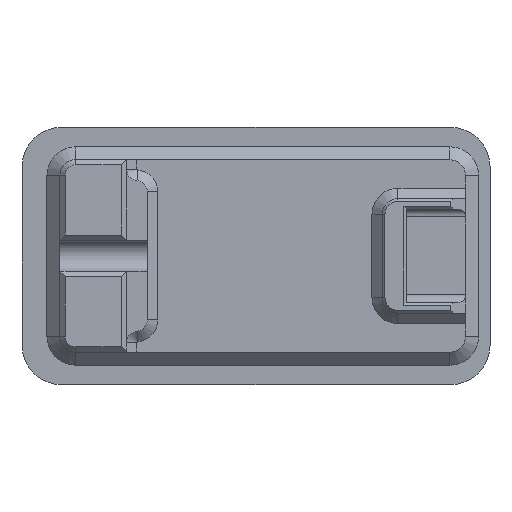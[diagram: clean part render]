
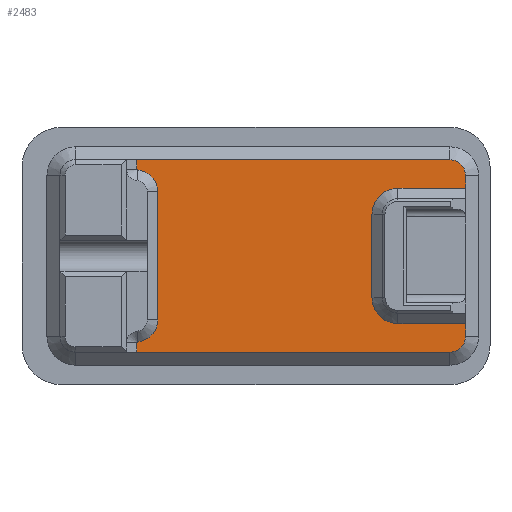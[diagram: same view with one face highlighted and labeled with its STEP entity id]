
A CAD part, top view. The second image highlights one B-rep face of the part: STEP entity #2483.
In plain terms, the highlighted planar face has unit normal (0, 0, 1).
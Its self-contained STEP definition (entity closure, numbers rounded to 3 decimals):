
#109=LINE('',#3913,#347);
#114=LINE('',#3931,#352);
#121=LINE('',#3952,#359);
#122=LINE('',#3955,#360);
#123=LINE('',#3959,#361);
#124=LINE('',#3961,#362);
#125=LINE('',#3965,#363);
#126=LINE('',#3969,#364);
#127=LINE('',#3971,#365);
#128=LINE('',#3974,#366);
#347=VECTOR('',#3136,10.);
#352=VECTOR('',#3155,10.);
#359=VECTOR('',#3176,10.);
#360=VECTOR('',#3179,10.);
#361=VECTOR('',#3182,10.);
#362=VECTOR('',#3183,10.);
#363=VECTOR('',#3186,10.);
#364=VECTOR('',#3189,10.);
#365=VECTOR('',#3190,10.);
#366=VECTOR('',#3193,10.);
#650=FACE_OUTER_BOUND('',#825,.T.);
#825=EDGE_LOOP('',(#1842,#1843,#1844,#1845,#1846,#1847,#1848,#1849,#1850,
#1851,#1852,#1853,#1854,#1855,#1856,#1857,#1858,#1859));
#988=CIRCLE('',#2709,0.094);
#991=CIRCLE('',#2713,2.094);
#992=CIRCLE('',#2716,2.094);
#994=CIRCLE('',#2719,0.094);
#996=CIRCLE('',#2723,1.5);
#997=CIRCLE('',#2724,2.5);
#998=CIRCLE('',#2725,2.5);
#999=CIRCLE('',#2726,1.5);
#1132=VERTEX_POINT('',#3909);
#1134=VERTEX_POINT('',#3912);
#1136=VERTEX_POINT('',#3918);
#1138=VERTEX_POINT('',#3924);
#1140=VERTEX_POINT('',#3930);
#1142=VERTEX_POINT('',#3936);
#1144=VERTEX_POINT('',#3942);
#1146=VERTEX_POINT('',#3948);
#1148=VERTEX_POINT('',#3954);
#1149=VERTEX_POINT('',#3956);
#1150=VERTEX_POINT('',#3958);
#1151=VERTEX_POINT('',#3960);
#1152=VERTEX_POINT('',#3962);
#1153=VERTEX_POINT('',#3964);
#1154=VERTEX_POINT('',#3966);
#1155=VERTEX_POINT('',#3968);
#1156=VERTEX_POINT('',#3970);
#1157=VERTEX_POINT('',#3972);
#1382=EDGE_CURVE('',#1132,#1134,#109,.T.);
#1385=EDGE_CURVE('',#1134,#1136,#988,.T.);
#1390=EDGE_CURVE('',#1136,#1138,#991,.T.);
#1391=EDGE_CURVE('',#1138,#1140,#114,.T.);
#1394=EDGE_CURVE('',#1140,#1142,#992,.T.);
#1397=EDGE_CURVE('',#1142,#1144,#994,.T.);
#1402=EDGE_CURVE('',#1144,#1146,#121,.T.);
#1403=EDGE_CURVE('',#1148,#1132,#122,.T.);
#1404=EDGE_CURVE('',#1149,#1148,#996,.T.);
#1405=EDGE_CURVE('',#1150,#1149,#123,.T.);
#1406=EDGE_CURVE('',#1151,#1150,#124,.T.);
#1407=EDGE_CURVE('',#1152,#1151,#997,.T.);
#1408=EDGE_CURVE('',#1153,#1152,#125,.T.);
#1409=EDGE_CURVE('',#1154,#1153,#998,.T.);
#1410=EDGE_CURVE('',#1155,#1154,#126,.T.);
#1411=EDGE_CURVE('',#1156,#1155,#127,.T.);
#1412=EDGE_CURVE('',#1157,#1156,#999,.T.);
#1413=EDGE_CURVE('',#1146,#1157,#128,.T.);
#1842=ORIENTED_EDGE('',*,*,#1402,.F.);
#1843=ORIENTED_EDGE('',*,*,#1397,.F.);
#1844=ORIENTED_EDGE('',*,*,#1394,.F.);
#1845=ORIENTED_EDGE('',*,*,#1391,.F.);
#1846=ORIENTED_EDGE('',*,*,#1390,.F.);
#1847=ORIENTED_EDGE('',*,*,#1385,.F.);
#1848=ORIENTED_EDGE('',*,*,#1382,.F.);
#1849=ORIENTED_EDGE('',*,*,#1403,.F.);
#1850=ORIENTED_EDGE('',*,*,#1404,.F.);
#1851=ORIENTED_EDGE('',*,*,#1405,.F.);
#1852=ORIENTED_EDGE('',*,*,#1406,.F.);
#1853=ORIENTED_EDGE('',*,*,#1407,.F.);
#1854=ORIENTED_EDGE('',*,*,#1408,.F.);
#1855=ORIENTED_EDGE('',*,*,#1409,.F.);
#1856=ORIENTED_EDGE('',*,*,#1410,.F.);
#1857=ORIENTED_EDGE('',*,*,#1411,.F.);
#1858=ORIENTED_EDGE('',*,*,#1412,.F.);
#1859=ORIENTED_EDGE('',*,*,#1413,.F.);
#2365=PLANE('',#2722);
#2483=ADVANCED_FACE('',(#650),#2365,.T.);
#2709=AXIS2_PLACEMENT_3D('',#3919,#3141,#3142);
#2713=AXIS2_PLACEMENT_3D('',#3928,#3151,#3152);
#2716=AXIS2_PLACEMENT_3D('',#3937,#3160,#3161);
#2719=AXIS2_PLACEMENT_3D('',#3943,#3167,#3168);
#2722=AXIS2_PLACEMENT_3D('',#3953,#3177,#3178);
#2723=AXIS2_PLACEMENT_3D('',#3957,#3180,#3181);
#2724=AXIS2_PLACEMENT_3D('',#3963,#3184,#3185);
#2725=AXIS2_PLACEMENT_3D('',#3967,#3187,#3188);
#2726=AXIS2_PLACEMENT_3D('',#3973,#3191,#3192);
#3136=DIRECTION('',(0.,1.,0.));
#3141=DIRECTION('center_axis',(0.,0.,-1.));
#3142=DIRECTION('ref_axis',(-1.,0.,0.));
#3151=DIRECTION('center_axis',(0.,0.,1.));
#3152=DIRECTION('ref_axis',(0.707,-0.707,0.));
#3155=DIRECTION('',(0.,1.,0.));
#3160=DIRECTION('center_axis',(0.,0.,1.));
#3161=DIRECTION('ref_axis',(1.,0.,0.));
#3167=DIRECTION('center_axis',(0.,0.,-1.));
#3168=DIRECTION('ref_axis',(-0.707,-0.707,0.));
#3176=DIRECTION('',(0.,1.,0.));
#3177=DIRECTION('center_axis',(0.,0.,1.));
#3178=DIRECTION('ref_axis',(1.,0.,0.));
#3179=DIRECTION('',(-1.,0.,0.));
#3180=DIRECTION('center_axis',(0.,0.,-1.));
#3181=DIRECTION('ref_axis',(0.707,-0.707,0.));
#3182=DIRECTION('',(0.,-1.,0.));
#3183=DIRECTION('',(1.,0.,0.));
#3184=DIRECTION('center_axis',(0.,0.,1.));
#3185=DIRECTION('ref_axis',(-0.707,-0.707,0.));
#3186=DIRECTION('',(0.,-1.,0.));
#3187=DIRECTION('center_axis',(0.,0.,1.));
#3188=DIRECTION('ref_axis',(-0.707,0.707,0.));
#3189=DIRECTION('',(-1.,0.,0.));
#3190=DIRECTION('',(0.,-1.,0.));
#3191=DIRECTION('center_axis',(0.,0.,-1.));
#3192=DIRECTION('ref_axis',(0.707,0.707,0.));
#3193=DIRECTION('',(1.,0.,0.));
#3909=CARTESIAN_POINT('',(-12.45,22.75,3.75));
#3912=CARTESIAN_POINT('',(-12.45,23.664,3.75));
#3913=CARTESIAN_POINT('',(-12.45,27.375,3.75));
#3918=CARTESIAN_POINT('',(-12.364,23.758,3.75));
#3919=CARTESIAN_POINT('Origin',(-12.356,23.664,3.75));
#3924=CARTESIAN_POINT('',(-10.45,25.844,3.75));
#3928=CARTESIAN_POINT('Origin',(-12.544,25.844,3.75));
#3930=CARTESIAN_POINT('',(-10.45,38.164,3.75));
#3931=CARTESIAN_POINT('',(-10.45,27.375,3.75));
#3936=CARTESIAN_POINT('',(-12.364,40.25,3.75));
#3937=CARTESIAN_POINT('Origin',(-12.544,38.164,3.75));
#3942=CARTESIAN_POINT('',(-12.45,40.344,3.75));
#3943=CARTESIAN_POINT('Origin',(-12.356,40.344,3.75));
#3948=CARTESIAN_POINT('',(-12.45,41.25,3.75));
#3952=CARTESIAN_POINT('',(-12.45,27.375,3.75));
#3953=CARTESIAN_POINT('Origin',(2.4,32.,3.75));
#3954=CARTESIAN_POINT('',(17.65,22.75,3.75));
#3955=CARTESIAN_POINT('',(-7.475,22.75,3.75));
#3956=CARTESIAN_POINT('',(19.15,24.25,3.75));
#3957=CARTESIAN_POINT('Origin',(17.65,24.25,3.75));
#3958=CARTESIAN_POINT('',(19.15,25.5,3.75));
#3959=CARTESIAN_POINT('',(19.15,27.375,3.75));
#3960=CARTESIAN_POINT('',(12.65,25.5,3.75));
#3961=CARTESIAN_POINT('',(6.775,25.5,3.75));
#3962=CARTESIAN_POINT('',(10.15,28.,3.75));
#3963=CARTESIAN_POINT('Origin',(12.65,28.,3.75));
#3964=CARTESIAN_POINT('',(10.15,36.,3.75));
#3965=CARTESIAN_POINT('',(10.15,34.75,3.75));
#3966=CARTESIAN_POINT('',(12.65,38.5,3.75));
#3967=CARTESIAN_POINT('Origin',(12.65,36.,3.75));
#3968=CARTESIAN_POINT('',(19.15,38.5,3.75));
#3969=CARTESIAN_POINT('',(10.775,38.5,3.75));
#3970=CARTESIAN_POINT('',(19.15,39.75,3.75));
#3971=CARTESIAN_POINT('',(19.15,27.375,3.75));
#3972=CARTESIAN_POINT('',(17.65,41.25,3.75));
#3973=CARTESIAN_POINT('Origin',(17.65,39.75,3.75));
#3974=CARTESIAN_POINT('',(6.575,41.25,3.75));
